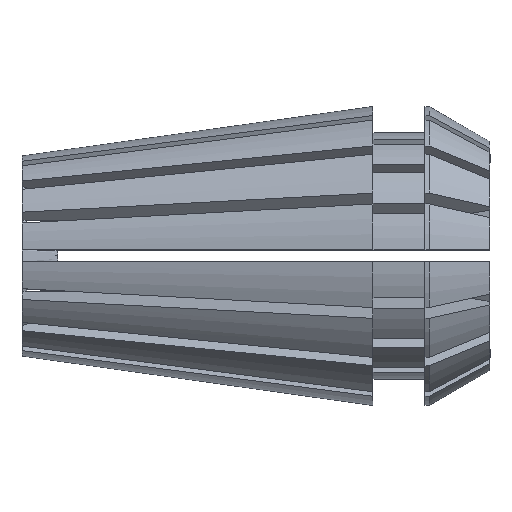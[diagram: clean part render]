
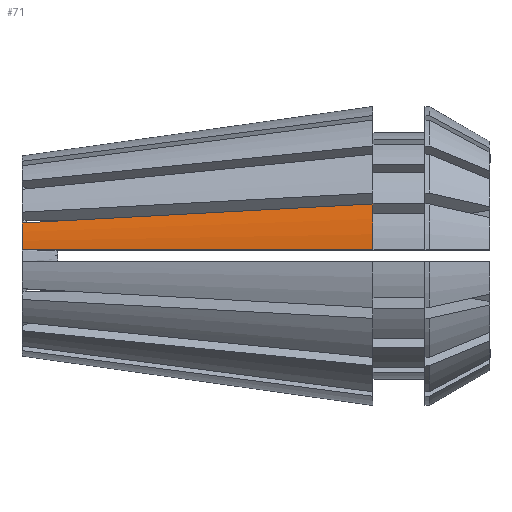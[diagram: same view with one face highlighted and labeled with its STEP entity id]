
A CAD part, top view. The second image highlights one B-rep face of the part: STEP entity #71.
In plain terms, the highlighted conical face has half-angle 8 degrees and reference radius 5.753 mm.
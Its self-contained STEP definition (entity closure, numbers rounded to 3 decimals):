
#71 = ADVANCED_FACE ( 'NONE', ( #1464 ), #1165, .T. ) ;
#80 = EDGE_LOOP ( 'NONE', ( #4482, #4348, #5992, #4817 ) ) ;
#329 = EDGE_CURVE ( 'NONE', #3613, #2270, #4543, .T. ) ;
#492 = CARTESIAN_POINT ( 'NONE',  ( 2.234, 1.385, 3.933 ) ) ;
#866 = CARTESIAN_POINT ( 'NONE',  ( 0., 1.265, 3.642 ) ) ;
#890 = AXIS2_PLACEMENT_3D ( 'NONE', #2444, #3384, #2590 ) ;
#949 = CARTESIAN_POINT ( 'NONE',  ( 4.469, 1.506, 4.223 ) ) ;
#975 = CARTESIAN_POINT ( 'NONE',  ( 6.703, 1.626, 4.514 ) ) ;
#1025 = VERTEX_POINT ( 'NONE', #4390 ) ;
#1165 = CONICAL_SURFACE ( 'NONE', #890, 5.753, 0.14 ) ;
#1188 = VERTEX_POINT ( 'NONE', #1486 ) ;
#1342 = CARTESIAN_POINT ( 'NONE',  ( 8.969, 1.748, 4.808 ) ) ;
#1367 = CARTESIAN_POINT ( 'NONE',  ( 11.234, 1.87, 5.103 ) ) ;
#1421 = B_SPLINE_CURVE_WITH_KNOTS ( 'NONE', 3,
 ( #2338, #1901, #2808, #3226, #3246, #3267, #3289 ),
 .UNSPECIFIED., .F., .F.,
 ( 4, 3, 4 ),
 ( 0.023, 0.035, 0.037 ),
 .UNSPECIFIED. ) ;
#1437 = CARTESIAN_POINT ( 'NONE',  ( 13.5, 1.992, 5.397 ) ) ;
#1464 = FACE_OUTER_BOUND ( 'NONE', #80, .T. ) ;
#1486 = CARTESIAN_POINT ( 'NONE',  ( 13.5, 0.225, 5.749 ) ) ;
#1642 = AXIS2_PLACEMENT_3D ( 'NONE', #2358, #4194, #2769 ) ;
#1901 = CARTESIAN_POINT ( 'NONE',  ( 9.589, 0.225, 5.199 ) ) ;
#2270 = VERTEX_POINT ( 'NONE', #4394 ) ;
#2338 = CARTESIAN_POINT ( 'NONE',  ( 13.5, 0.225, 5.749 ) ) ;
#2358 = CARTESIAN_POINT ( 'NONE',  ( 13.5, 0., 0. ) ) ;
#2371 = DIRECTION ( 'NONE',  ( -1., 0., 0. ) ) ;
#2444 = CARTESIAN_POINT ( 'NONE',  ( 13.5, 0., 0. ) ) ;
#2590 = DIRECTION ( 'NONE',  ( 0., 0., -1. ) ) ;
#2654 = CIRCLE ( 'NONE', #1642, 5.753 ) ;
#2769 = DIRECTION ( 'NONE',  ( 0., 0., 1. ) ) ;
#2808 = CARTESIAN_POINT ( 'NONE',  ( 5.678, 0.225, 4.648 ) ) ;
#3090 = EDGE_CURVE ( 'NONE', #2270, #1025, #3632, .T. ) ;
#3119 = EDGE_CURVE ( 'NONE', #1188, #3613, #1421, .T. ) ;
#3161 = EDGE_CURVE ( 'NONE', #1188, #1025, #2654, .T. ) ;
#3226 = CARTESIAN_POINT ( 'NONE',  ( 1.768, 0.225, 4.098 ) ) ;
#3246 = CARTESIAN_POINT ( 'NONE',  ( 1.178, 0.225, 4.015 ) ) ;
#3267 = CARTESIAN_POINT ( 'NONE',  ( 0.589, 0.225, 3.932 ) ) ;
#3289 = CARTESIAN_POINT ( 'NONE',  ( 0., 0.225, 3.849 ) ) ;
#3384 = DIRECTION ( 'NONE',  ( 1., 0., 0. ) ) ;
#3613 = VERTEX_POINT ( 'NONE', #5120 ) ;
#3632 = B_SPLINE_CURVE_WITH_KNOTS ( 'NONE', 3,
 ( #866, #492, #949, #975, #1342, #1367, #1437 ),
 .UNSPECIFIED., .F., .F.,
 ( 4, 3, 4 ),
 ( 0., 0.007, 0.014 ),
 .UNSPECIFIED. ) ;
#3912 = AXIS2_PLACEMENT_3D ( 'NONE', #4125, #2371, #4150 ) ;
#4125 = CARTESIAN_POINT ( 'NONE',  ( 0., 0., 0. ) ) ;
#4150 = DIRECTION ( 'NONE',  ( 0., 0., 1. ) ) ;
#4194 = DIRECTION ( 'NONE',  ( -1., 0., 0. ) ) ;
#4348 = ORIENTED_EDGE ( 'NONE', *, *, #329, .F. ) ;
#4390 = CARTESIAN_POINT ( 'NONE',  ( 13.5, 1.992, 5.397 ) ) ;
#4394 = CARTESIAN_POINT ( 'NONE',  ( 0., 1.265, 3.642 ) ) ;
#4482 = ORIENTED_EDGE ( 'NONE', *, *, #3090, .F. ) ;
#4543 = CIRCLE ( 'NONE', #3912, 3.856 ) ;
#4817 = ORIENTED_EDGE ( 'NONE', *, *, #3161, .T. ) ;
#5120 = CARTESIAN_POINT ( 'NONE',  ( 0., 0.225, 3.849 ) ) ;
#5992 = ORIENTED_EDGE ( 'NONE', *, *, #3119, .F. ) ;
